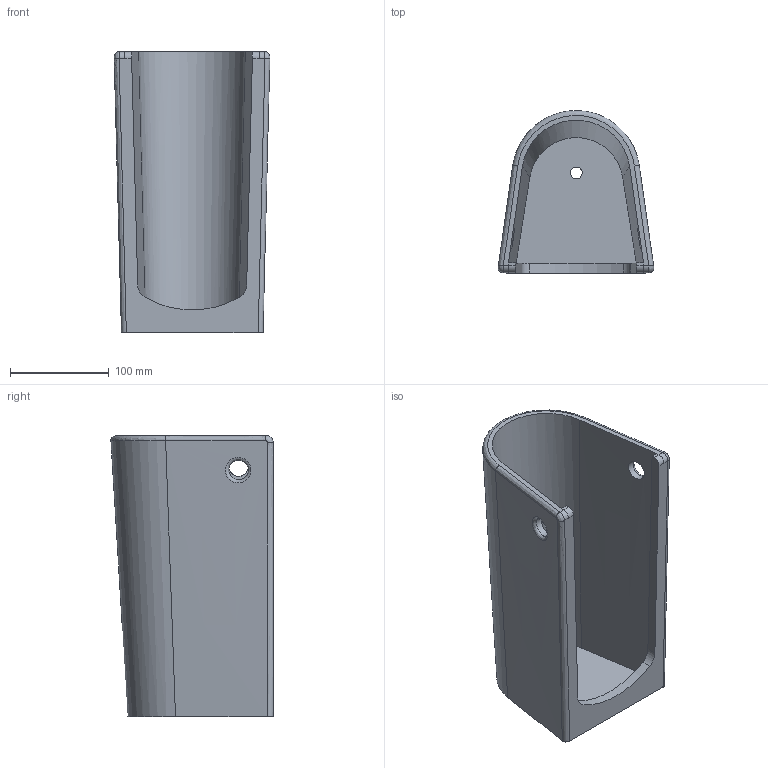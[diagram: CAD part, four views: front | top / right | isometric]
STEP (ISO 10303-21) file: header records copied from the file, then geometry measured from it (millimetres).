
FILE_DESCRIPTION((''),'2;1');
FILE_NAME('086518.stp','2007-07-11T17:14:29',('Huebner'),(''),'Autodesk Inventor 11','Autodesk Inventor 11','');
FILE_SCHEMA(('AUTOMOTIVE_DESIGN { 1 0 10303 214 1 1 1 1 }'));
Length unit declared in the file: millimetre
Products named in the file (2): 086518
Assembly tree (1 placements, depth 2):
  086518
    086518
Bounding box: 158.09 x 164.52 x 285.19 mm (x, y, z)
Surface area: 264288.3 mm2 (no closed solid volume)
Topology: 0 solids, 1 shells, 38 faces, 98 edges, 60 vertices
Faces by surface type: bspline 16, cylinder 11, plane 11
Full cylindrical faces by diameter (mm): 12 x1, 20 x2
Entity records: 3935 total; most frequent: CARTESIAN_POINT 3058, ORIENTED_EDGE 188, DIRECTION 138, EDGE_CURVE 94, VERTEX_POINT 58, AXIS2_PLACEMENT_3D 50, EDGE_LOOP 48, FACE_OUTER_BOUND 38
